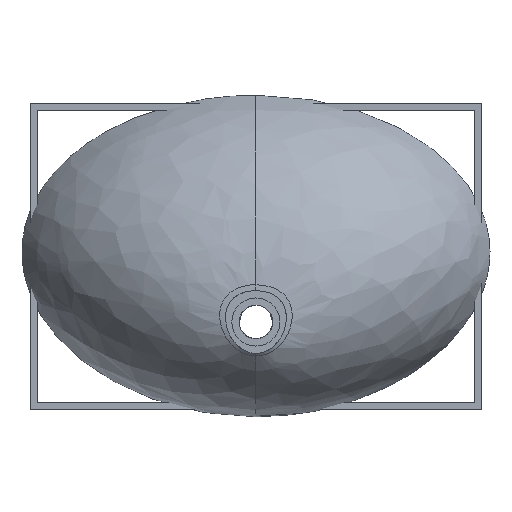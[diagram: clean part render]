
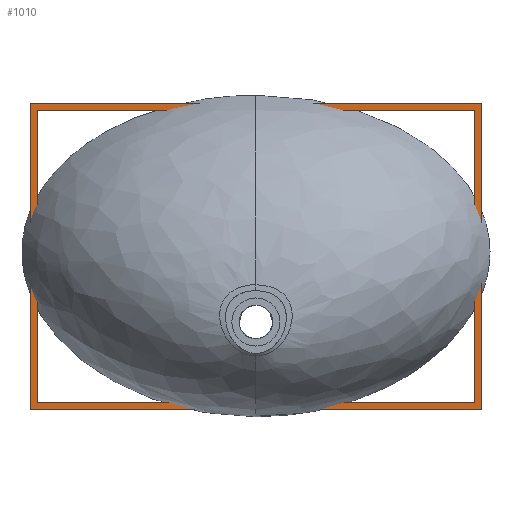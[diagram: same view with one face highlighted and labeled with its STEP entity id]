
A CAD part, front view. The second image highlights one B-rep face of the part: STEP entity #1010.
In plain terms, the highlighted planar face has unit normal (0, -1, 0).
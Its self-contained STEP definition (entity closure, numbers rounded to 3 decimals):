
#95 = VECTOR ( 'NONE', #4026, 1000. ) ;
#205 = CARTESIAN_POINT ( 'NONE',  ( 310., -10., -210. ) ) ;
#262 = VECTOR ( 'NONE', #4424, 1000. ) ;
#372 = VERTEX_POINT ( 'NONE', #2166 ) ;
#387 = CARTESIAN_POINT ( 'NONE',  ( 300., -10., 200. ) ) ;
#640 = EDGE_CURVE ( 'NONE', #372, #2555, #4481, .T. ) ;
#645 = VERTEX_POINT ( 'NONE', #3225 ) ;
#711 = EDGE_CURVE ( 'NONE', #645, #2629, #2412, .T. ) ;
#713 = EDGE_LOOP ( 'NONE', ( #3795, #2780, #4555, #2604 ) ) ;
#783 = LINE ( 'NONE', #919, #1360 ) ;
#807 = VERTEX_POINT ( 'NONE', #4084 ) ;
#868 = VECTOR ( 'NONE', #2421, 1000. ) ;
#919 = CARTESIAN_POINT ( 'NONE',  ( -310., -10., -210. ) ) ;
#949 = CARTESIAN_POINT ( 'NONE',  ( -310., -10., -210. ) ) ;
#968 = VERTEX_POINT ( 'NONE', #387 ) ;
#988 = CARTESIAN_POINT ( 'NONE',  ( -310., -10., 210. ) ) ;
#998 = DIRECTION ( 'NONE',  ( 0., 1., 0. ) ) ;
#1010 = ADVANCED_FACE ( 'NONE', ( #2499, #2505 ), #3918, .F. ) ;
#1012 = DIRECTION ( 'NONE',  ( 0., 0., -1. ) ) ;
#1246 = CARTESIAN_POINT ( 'NONE',  ( -300., -10., 200. ) ) ;
#1360 = VECTOR ( 'NONE', #3363, 1000. ) ;
#1377 = CARTESIAN_POINT ( 'NONE',  ( -300., -10., 200. ) ) ;
#1405 = LINE ( 'NONE', #1377, #262 ) ;
#1594 = EDGE_CURVE ( 'NONE', #4073, #645, #1763, .T. ) ;
#1650 = DIRECTION ( 'NONE',  ( 0., 0., 1. ) ) ;
#1711 = EDGE_CURVE ( 'NONE', #2555, #807, #1859, .T. ) ;
#1763 = LINE ( 'NONE', #1999, #868 ) ;
#1809 = EDGE_CURVE ( 'NONE', #2629, #968, #1405, .T. ) ;
#1814 = CARTESIAN_POINT ( 'NONE',  ( 0., -10., 0. ) ) ;
#1859 = LINE ( 'NONE', #2766, #2592 ) ;
#1891 = EDGE_CURVE ( 'NONE', #807, #4090, #4362, .T. ) ;
#1907 = VECTOR ( 'NONE', #1650, 1000. ) ;
#1981 = DIRECTION ( 'NONE',  ( 1., 0., 0. ) ) ;
#1999 = CARTESIAN_POINT ( 'NONE',  ( -300., -10., -200. ) ) ;
#2166 = CARTESIAN_POINT ( 'NONE',  ( -310., -10., -210. ) ) ;
#2207 = VECTOR ( 'NONE', #2893, 1000. ) ;
#2257 = EDGE_CURVE ( 'NONE', #968, #4073, #3139, .T. ) ;
#2356 = ORIENTED_EDGE ( 'NONE', *, *, #1594, .T. ) ;
#2412 = LINE ( 'NONE', #4161, #2207 ) ;
#2421 = DIRECTION ( 'NONE',  ( -1., 0., 0. ) ) ;
#2442 = AXIS2_PLACEMENT_3D ( 'NONE', #1814, #998, #3030 ) ;
#2499 = FACE_BOUND ( 'NONE', #3509, .T. ) ;
#2505 = FACE_OUTER_BOUND ( 'NONE', #713, .T. ) ;
#2555 = VERTEX_POINT ( 'NONE', #988 ) ;
#2592 = VECTOR ( 'NONE', #1981, 1000. ) ;
#2604 = ORIENTED_EDGE ( 'NONE', *, *, #1711, .F. ) ;
#2629 = VERTEX_POINT ( 'NONE', #1246 ) ;
#2766 = CARTESIAN_POINT ( 'NONE',  ( -310., -10., 210. ) ) ;
#2780 = ORIENTED_EDGE ( 'NONE', *, *, #3640, .F. ) ;
#2882 = ORIENTED_EDGE ( 'NONE', *, *, #711, .T. ) ;
#2893 = DIRECTION ( 'NONE',  ( 0., 0., 1. ) ) ;
#2968 = ORIENTED_EDGE ( 'NONE', *, *, #2257, .T. ) ;
#3030 = DIRECTION ( 'NONE',  ( 0., 0., 1. ) ) ;
#3139 = LINE ( 'NONE', #3666, #95 ) ;
#3225 = CARTESIAN_POINT ( 'NONE',  ( -300., -10., -200. ) ) ;
#3237 = CARTESIAN_POINT ( 'NONE',  ( 310., -10., -210. ) ) ;
#3297 = ORIENTED_EDGE ( 'NONE', *, *, #1809, .T. ) ;
#3363 = DIRECTION ( 'NONE',  ( -1., 0., 0. ) ) ;
#3509 = EDGE_LOOP ( 'NONE', ( #2356, #2882, #3297, #2968 ) ) ;
#3640 = EDGE_CURVE ( 'NONE', #4090, #372, #783, .T. ) ;
#3666 = CARTESIAN_POINT ( 'NONE',  ( 300., -10., -200. ) ) ;
#3795 = ORIENTED_EDGE ( 'NONE', *, *, #640, .F. ) ;
#3918 = PLANE ( 'NONE',  #2442 ) ;
#3924 = CARTESIAN_POINT ( 'NONE',  ( 300., -10., -200. ) ) ;
#3930 = VECTOR ( 'NONE', #1012, 1000. ) ;
#4026 = DIRECTION ( 'NONE',  ( 0., 0., -1. ) ) ;
#4073 = VERTEX_POINT ( 'NONE', #3924 ) ;
#4084 = CARTESIAN_POINT ( 'NONE',  ( 310., -10., 210. ) ) ;
#4090 = VERTEX_POINT ( 'NONE', #205 ) ;
#4161 = CARTESIAN_POINT ( 'NONE',  ( -300., -10., -200. ) ) ;
#4362 = LINE ( 'NONE', #3237, #3930 ) ;
#4424 = DIRECTION ( 'NONE',  ( 1., 0., 0. ) ) ;
#4481 = LINE ( 'NONE', #949, #1907 ) ;
#4555 = ORIENTED_EDGE ( 'NONE', *, *, #1891, .F. ) ;
